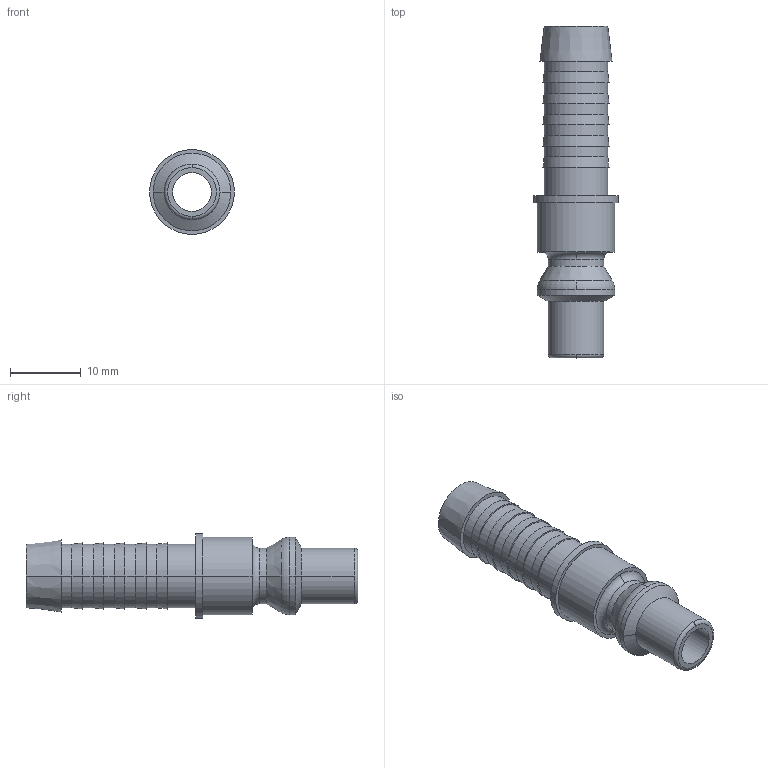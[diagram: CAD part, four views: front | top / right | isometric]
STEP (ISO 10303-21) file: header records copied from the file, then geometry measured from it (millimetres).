
FILE_DESCRIPTION(('STEP AP214'),'1');
FILE_NAME('esoi_9_ss.stp','2020-03-05T09:26:12',('TraceParts'),('TraceParts S.A.'),'Spatial InterOp 3D',' ',' ');
FILE_SCHEMA(('automotive_design'));
Length unit declared in the file: millimetre
Products named in the file (1): 1
Bounding box: 12 x 47 x 12 mm (x, y, z)
Volume: 2135.2 mm3; surface area: 2436.3 mm2
Topology: 1 solids, 1 shells, 57 faces, 124 edges, 78 vertices
Faces by surface type: cylinder 24, cone 16, plane 11, torus 6
Entity records: 2066 total; most frequent: DIRECTION 324, CARTESIAN_POINT 260, ORIENTED_EDGE 248, AXIS2_PLACEMENT_3D 142, EDGE_CURVE 124, CIRCLE 84, VERTEX_POINT 78, EDGE_LOOP 68
